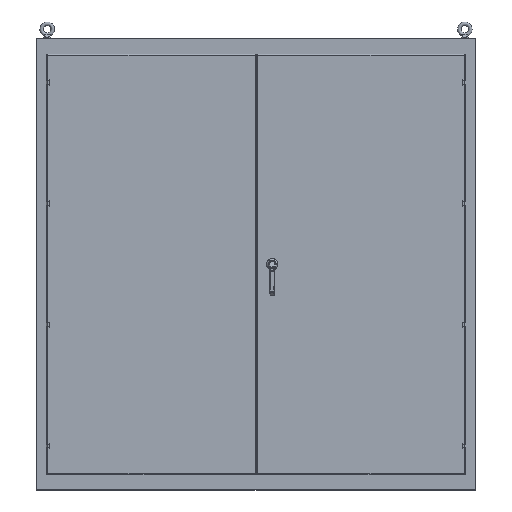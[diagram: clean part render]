
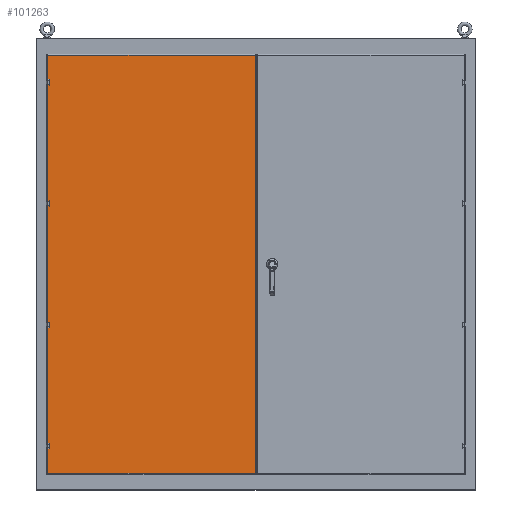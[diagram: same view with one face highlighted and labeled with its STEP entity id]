
A CAD part, top view. The second image highlights one B-rep face of the part: STEP entity #101263.
In plain terms, the highlighted planar face has unit normal (0, 0, 1).
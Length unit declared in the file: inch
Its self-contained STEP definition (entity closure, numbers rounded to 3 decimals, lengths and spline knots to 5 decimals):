
#8458 = CARTESIAN_POINT ( 'NONE',  ( -0.09375, 37.05315, 10.058 ) ) ;
#14188 = EDGE_CURVE ( 'NONE', #150714, #191396, #191017, .T. ) ;
#17492 = ORIENTED_EDGE ( 'NONE', *, *, #30064, .T. ) ;
#24379 = EDGE_CURVE ( 'NONE', #191396, #140795, #37147, .T. ) ;
#30064 = EDGE_CURVE ( 'NONE', #140795, #130630, #212470, .T. ) ;
#31901 = CARTESIAN_POINT ( 'NONE',  ( -36.92815, -37.05315, 10.058 ) ) ;
#37147 = LINE ( 'NONE', #38257, #125590 ) ;
#38257 = CARTESIAN_POINT ( 'NONE',  ( -36.92815, 0., 10.058 ) ) ;
#40489 = LINE ( 'NONE', #126165, #76784 ) ;
#61463 = CARTESIAN_POINT ( 'NONE',  ( -36.92815, 37.05315, 10.058 ) ) ;
#62255 = ORIENTED_EDGE ( 'NONE', *, *, #24379, .T. ) ;
#64898 = DIRECTION ( 'NONE',  ( 0., 0., 1. ) ) ;
#65606 = EDGE_LOOP ( 'NONE', ( #62255, #17492, #127308, #66122 ) ) ;
#66122 = ORIENTED_EDGE ( 'NONE', *, *, #14188, .T. ) ;
#76784 = VECTOR ( 'NONE', #213034, 39.37008 ) ;
#101263 = ADVANCED_FACE ( 'NONE', ( #150658 ), #164211, .T. ) ;
#105879 = DIRECTION ( 'NONE',  ( 0., -1., 0. ) ) ;
#112033 = DIRECTION ( 'NONE',  ( 1., 0., 0. ) ) ;
#112210 = VECTOR ( 'NONE', #187719, 39.37008 ) ;
#118876 = CARTESIAN_POINT ( 'NONE',  ( 0., 37.05315, 10.058 ) ) ;
#125590 = VECTOR ( 'NONE', #105879, 39.37008 ) ;
#126165 = CARTESIAN_POINT ( 'NONE',  ( -0.09375, 37.25, 10.058 ) ) ;
#127308 = ORIENTED_EDGE ( 'NONE', *, *, #138973, .T. ) ;
#130630 = VERTEX_POINT ( 'NONE', #160260 ) ;
#138973 = EDGE_CURVE ( 'NONE', #130630, #150714, #40489, .T. ) ;
#140795 = VERTEX_POINT ( 'NONE', #31901 ) ;
#150658 = FACE_OUTER_BOUND ( 'NONE', #65606, .T. ) ;
#150714 = VERTEX_POINT ( 'NONE', #8458 ) ;
#155208 = AXIS2_PLACEMENT_3D ( 'NONE', #219392, #64898, #167539 ) ;
#160260 = CARTESIAN_POINT ( 'NONE',  ( -0.09375, -37.05315, 10.058 ) ) ;
#164211 = PLANE ( 'NONE',  #155208 ) ;
#167539 = DIRECTION ( 'NONE',  ( 1., 0., 0. ) ) ;
#178671 = CARTESIAN_POINT ( 'NONE',  ( 0., -37.05315, 10.058 ) ) ;
#186560 = VECTOR ( 'NONE', #112033, 39.37008 ) ;
#187719 = DIRECTION ( 'NONE',  ( -1., 0., 0. ) ) ;
#191017 = LINE ( 'NONE', #118876, #112210 ) ;
#191396 = VERTEX_POINT ( 'NONE', #61463 ) ;
#212470 = LINE ( 'NONE', #178671, #186560 ) ;
#213034 = DIRECTION ( 'NONE',  ( 0., 1., 0. ) ) ;
#219392 = CARTESIAN_POINT ( 'NONE',  ( 0., 0., 10.058 ) ) ;
